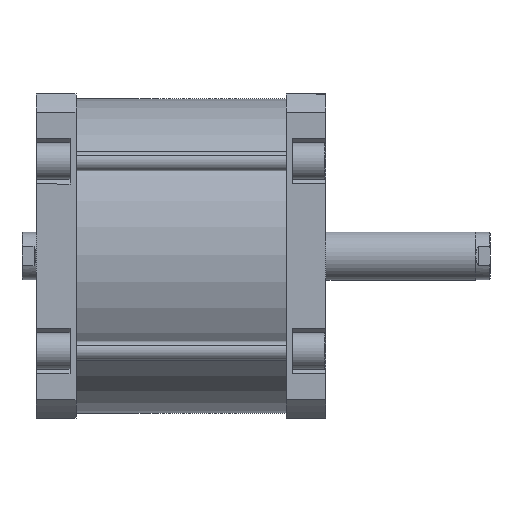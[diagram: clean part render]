
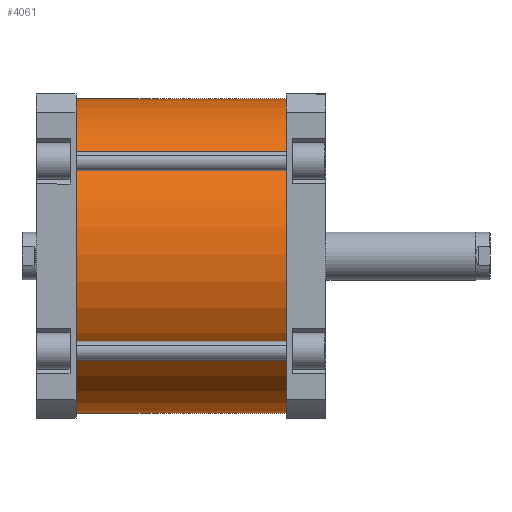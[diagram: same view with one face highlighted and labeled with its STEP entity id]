
A CAD part, front view. The second image highlights one B-rep face of the part: STEP entity #4061.
In plain terms, the highlighted cylindrical face has radius 131 mm (diameter 262 mm), a partial arc.
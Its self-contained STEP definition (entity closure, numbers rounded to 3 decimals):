
#306 = EDGE_CURVE ( 'NONE', #1338, #1540, #4850, .T. ) ;
#309 = EDGE_CURVE ( 'NONE', #1432, #1338, #4849, .T. ) ;
#310 = EDGE_CURVE ( 'NONE', #1432, #1473, #4853, .T. ) ;
#311 = EDGE_CURVE ( 'NONE', #1473, #1540, #4852, .T. ) ;
#651 = ORIENTED_EDGE ( 'NONE', *, *, #309, .T. ) ;
#684 = ORIENTED_EDGE ( 'NONE', *, *, #311, .F. ) ;
#685 = ORIENTED_EDGE ( 'NONE', *, *, #306, .T. ) ;
#686 = ORIENTED_EDGE ( 'NONE', *, *, #310, .F. ) ;
#748 = EDGE_LOOP ( 'NONE', ( #686, #651, #685, #684 ) ) ;
#1338 = VERTEX_POINT ( 'NONE', #2097 ) ;
#1432 = VERTEX_POINT ( 'NONE', #2172 ) ;
#1473 = VERTEX_POINT ( 'NONE', #2203 ) ;
#1540 = VERTEX_POINT ( 'NONE', #2216 ) ;
#1860 = CARTESIAN_POINT ( 'NONE',  ( 0., 0., 0. ) ) ;
#1862 = CARTESIAN_POINT ( 'NONE',  ( 0., 0., 175. ) ) ;
#1863 = DIRECTION ( 'NONE',  ( 0., 0., 1. ) ) ;
#1864 = DIRECTION ( 'NONE',  ( 1., 0., 0. ) ) ;
#1866 = CARTESIAN_POINT ( 'NONE',  ( -131., 0., 175. ) ) ;
#1869 = CARTESIAN_POINT ( 'NONE',  ( 131., 0., 175. ) ) ;
#1870 = DIRECTION ( 'NONE',  ( 0., 0., -1. ) ) ;
#1871 = DIRECTION ( 'NONE',  ( 0., 0., 1. ) ) ;
#1872 = DIRECTION ( 'NONE',  ( 1., 0., 0. ) ) ;
#1874 = DIRECTION ( 'NONE',  ( 0., 0., -1. ) ) ;
#2097 = CARTESIAN_POINT ( 'NONE',  ( 131., 0., 0. ) ) ;
#2172 = CARTESIAN_POINT ( 'NONE',  ( 131., 0., 175. ) ) ;
#2203 = CARTESIAN_POINT ( 'NONE',  ( -131., 0., 175. ) ) ;
#2216 = CARTESIAN_POINT ( 'NONE',  ( -131., 0., 0. ) ) ;
#2494 = DIRECTION ( 'NONE',  ( -1., 0., 0. ) ) ;
#2495 = DIRECTION ( 'NONE',  ( 0., 0., -1. ) ) ;
#2496 = CARTESIAN_POINT ( 'NONE',  ( 0., 0., 175. ) ) ;
#4061 = ADVANCED_FACE ( 'NONE', ( #4998 ), #5003, .T. ) ;
#4825 = VECTOR ( 'NONE', #1870, 1000. ) ;
#4846 = VECTOR ( 'NONE', #1874, 1000. ) ;
#4849 = LINE ( 'NONE', #1869, #4825 ) ;
#4850 = CIRCLE ( 'NONE', #5454, 131. ) ;
#4852 = LINE ( 'NONE', #1866, #4846 ) ;
#4853 = CIRCLE ( 'NONE', #5456, 131. ) ;
#4998 = FACE_OUTER_BOUND ( 'NONE', #748, .T. ) ;
#5003 = CYLINDRICAL_SURFACE ( 'NONE', #5532, 131. ) ;
#5454 = AXIS2_PLACEMENT_3D ( 'NONE', #1860, #1863, #1864 ) ;
#5456 = AXIS2_PLACEMENT_3D ( 'NONE', #1862, #1871, #1872 ) ;
#5532 = AXIS2_PLACEMENT_3D ( 'NONE', #2496, #2495, #2494 ) ;
